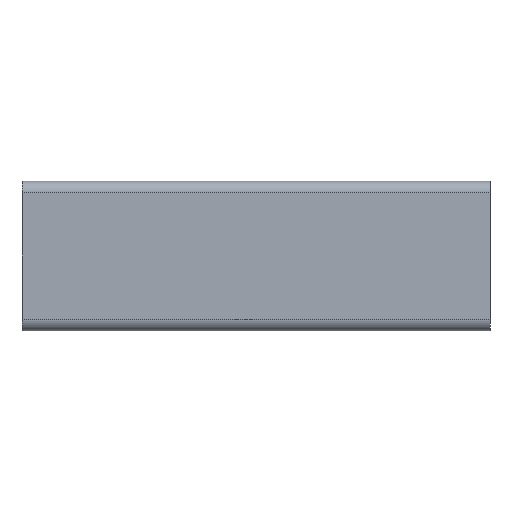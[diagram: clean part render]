
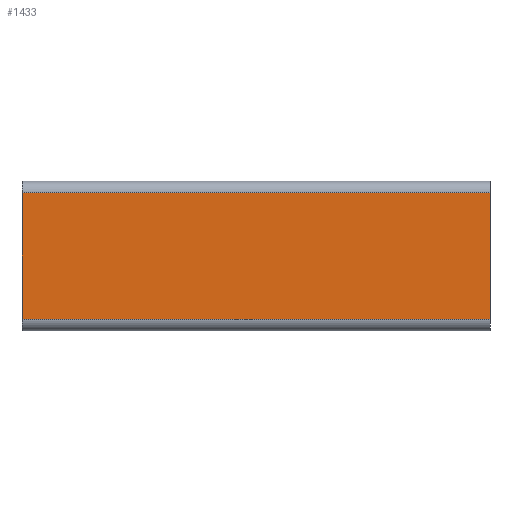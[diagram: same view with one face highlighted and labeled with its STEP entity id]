
A CAD part, front view. The second image highlights one B-rep face of the part: STEP entity #1433.
In plain terms, the highlighted planar face has unit normal (0, -1, 0).
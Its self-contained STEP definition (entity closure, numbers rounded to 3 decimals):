
#4 = DIRECTION ( 'NONE',  ( 0., 0., 1. ) ) ;
#68 = CARTESIAN_POINT ( 'NONE',  ( -40.816, 63.698, 47.062 ) ) ;
#132 = AXIS2_PLACEMENT_3D ( 'NONE', #403, #1682, #4 ) ;
#152 = VERTEX_POINT ( 'NONE', #1016 ) ;
#285 = LINE ( 'NONE', #68, #1779 ) ;
#294 = CARTESIAN_POINT ( 'NONE',  ( 59.184, 63.698, 47.062 ) ) ;
#303 = ORIENTED_EDGE ( 'NONE', *, *, #694, .T. ) ;
#403 = CARTESIAN_POINT ( 'NONE',  ( 59.184, 63.698, 47.062 ) ) ;
#520 = DIRECTION ( 'NONE',  ( 0., 0., -1. ) ) ;
#624 = DIRECTION ( 'NONE',  ( -1., 0., 0. ) ) ;
#694 = EDGE_CURVE ( 'NONE', #1791, #1956, #285, .T. ) ;
#701 = CARTESIAN_POINT ( 'NONE',  ( -40.816, 63.698, 20.062 ) ) ;
#753 = EDGE_CURVE ( 'NONE', #1743, #152, #1916, .T. ) ;
#1005 = VECTOR ( 'NONE', #1442, 1000. ) ;
#1016 = CARTESIAN_POINT ( 'NONE',  ( 59.184, 63.698, 20.062 ) ) ;
#1094 = VECTOR ( 'NONE', #624, 1000. ) ;
#1256 = EDGE_CURVE ( 'NONE', #152, #1956, #2343, .T. ) ;
#1315 = CARTESIAN_POINT ( 'NONE',  ( -40.816, 63.698, 47.062 ) ) ;
#1433 = ADVANCED_FACE ( 'NONE', ( #1806 ), #2544, .F. ) ;
#1442 = DIRECTION ( 'NONE',  ( -1., 0., 0. ) ) ;
#1486 = CARTESIAN_POINT ( 'NONE',  ( 59.184, 63.698, 47.062 ) ) ;
#1562 = DIRECTION ( 'NONE',  ( 0., 0., -1. ) ) ;
#1663 = EDGE_CURVE ( 'NONE', #1743, #1791, #1907, .T. ) ;
#1682 = DIRECTION ( 'NONE',  ( 0., 1., 0. ) ) ;
#1689 = CARTESIAN_POINT ( 'NONE',  ( 59.184, 63.698, 47.062 ) ) ;
#1743 = VERTEX_POINT ( 'NONE', #1689 ) ;
#1779 = VECTOR ( 'NONE', #1562, 1000. ) ;
#1791 = VERTEX_POINT ( 'NONE', #1315 ) ;
#1806 = FACE_OUTER_BOUND ( 'NONE', #2599, .T. ) ;
#1814 = VECTOR ( 'NONE', #520, 1000. ) ;
#1875 = ORIENTED_EDGE ( 'NONE', *, *, #753, .F. ) ;
#1907 = LINE ( 'NONE', #1486, #1094 ) ;
#1916 = LINE ( 'NONE', #294, #1814 ) ;
#1956 = VERTEX_POINT ( 'NONE', #701 ) ;
#2303 = ORIENTED_EDGE ( 'NONE', *, *, #1663, .T. ) ;
#2342 = ORIENTED_EDGE ( 'NONE', *, *, #1256, .F. ) ;
#2343 = LINE ( 'NONE', #2473, #1005 ) ;
#2473 = CARTESIAN_POINT ( 'NONE',  ( 59.184, 63.698, 20.062 ) ) ;
#2544 = PLANE ( 'NONE',  #132 ) ;
#2599 = EDGE_LOOP ( 'NONE', ( #303, #2342, #1875, #2303 ) ) ;
